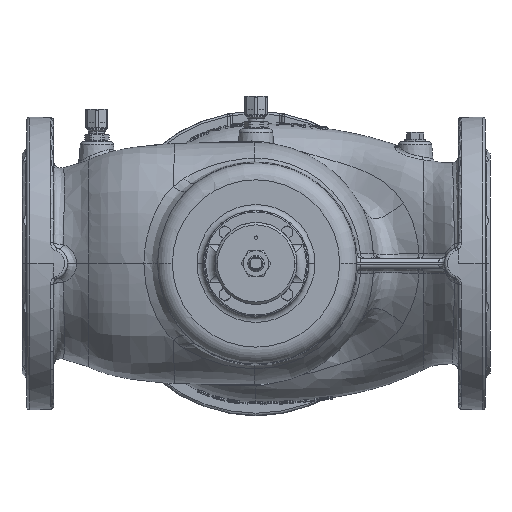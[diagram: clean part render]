
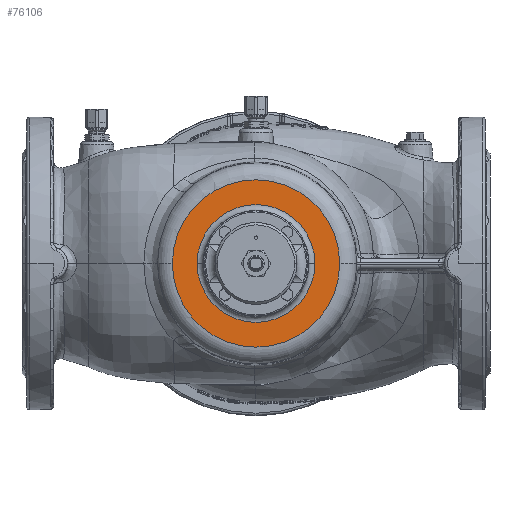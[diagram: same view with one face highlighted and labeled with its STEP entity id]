
A CAD part, front view. The second image highlights one B-rep face of the part: STEP entity #76106.
In plain terms, the highlighted planar face has unit normal (0, -1, 0).
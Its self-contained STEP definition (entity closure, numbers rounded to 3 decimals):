
#21835=CARTESIAN_POINT('',(0.,-143.,0.));
#21836=DIRECTION('',(0.,1.,0.));
#21837=DIRECTION('',(1.,0.,0.));
#21838=AXIS2_PLACEMENT_3D('',#21835,#21836,#21837);
#21843=CARTESIAN_POINT('',(0.,-143.,0.));
#21844=DIRECTION('',(0.,1.,0.));
#21845=DIRECTION('',(-1.,0.,0.));
#21846=AXIS2_PLACEMENT_3D('',#21843,#21844,#21845);
#21851=CARTESIAN_POINT('',(0.,-143.,0.));
#21852=DIRECTION('',(0.,-1.,0.));
#21853=DIRECTION('',(-1.,0.,0.003));
#21854=AXIS2_PLACEMENT_3D('',#21851,#21852,#21853);
#21859=CARTESIAN_POINT('',(0.,-143.,0.));
#21860=DIRECTION('',(0.,-1.,0.));
#21861=DIRECTION('',(1.,0.,0.));
#21862=AXIS2_PLACEMENT_3D('',#21859,#21860,#21861);
#35920=CARTESIAN_POINT('',(-71.497,-143.,0.236));
#35921=CARTESIAN_POINT('',(71.498,-143.,0.));
#35922=VERTEX_POINT('',#35920);
#35923=VERTEX_POINT('',#35921);
#36234=CARTESIAN_POINT('',(50.341,-143.,0.));
#36235=CARTESIAN_POINT('',(-50.341,-143.,0.));
#36236=VERTEX_POINT('',#36234);
#36237=VERTEX_POINT('',#36235);
#76090=CARTESIAN_POINT('',(0.,-143.,0.));
#76091=DIRECTION('',(0.,-1.,0.));
#76092=DIRECTION('',(-1.,0.,0.));
#76093=AXIS2_PLACEMENT_3D('',#76090,#76091,#76092);
#76094=PLANE('',#76093);
#76096=ORIENTED_EDGE('',*,*,#76095,.F.);
#76098=ORIENTED_EDGE('',*,*,#76097,.F.);
#76099=EDGE_LOOP('',(#76096,#76098));
#76100=FACE_OUTER_BOUND('',#76099,.F.);
#76102=ORIENTED_EDGE('',*,*,#76101,.F.);
#76103=ORIENTED_EDGE('',*,*,#76080,.F.);
#76104=EDGE_LOOP('',(#76102,#76103));
#76105=FACE_BOUND('',#76104,.F.);
#21839=CIRCLE('',#21838,50.341);
#21847=CIRCLE('',#21846,50.341);
#21855=CIRCLE('',#21854,71.498);
#21863=CIRCLE('',#21862,71.498);
#76080=EDGE_CURVE('',#36237,#36236,#21847,.T.);
#76095=EDGE_CURVE('',#35922,#35923,#21855,.T.);
#76097=EDGE_CURVE('',#35923,#35922,#21863,.T.);
#76101=EDGE_CURVE('',#36236,#36237,#21839,.T.);
#76106=ADVANCED_FACE('',(#76100,#76105),#76094,.T.);
